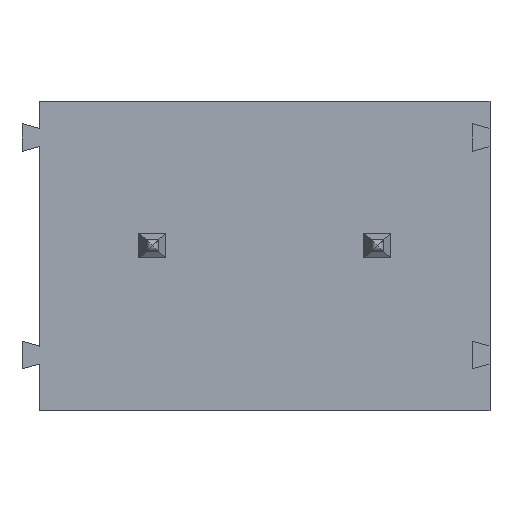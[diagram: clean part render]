
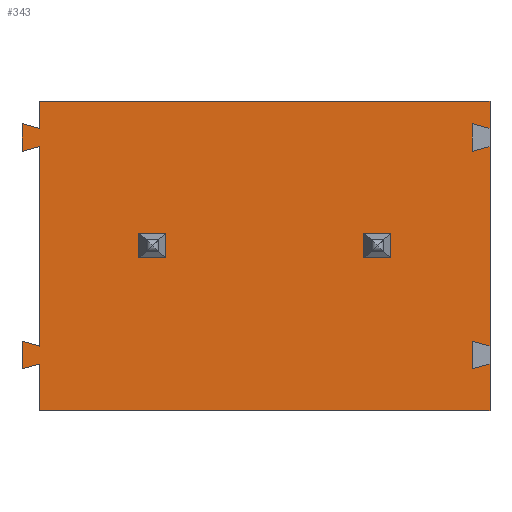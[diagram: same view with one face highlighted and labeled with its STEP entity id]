
A CAD part, front view. The second image highlights one B-rep face of the part: STEP entity #343.
In plain terms, the highlighted planar face has unit normal (0, -1, 0).
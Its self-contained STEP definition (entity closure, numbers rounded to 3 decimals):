
#343=ADVANCED_FACE('',(#693,#694,#695),#696,.T.);
#693=FACE_BOUND('',#1047,.T.);
#694=FACE_BOUND('',#1048,.T.);
#695=FACE_OUTER_BOUND('',#1049,.T.);
#696=PLANE('',#1050);
#1047=EDGE_LOOP('',(#2000,#2001,#2002,#2003));
#1048=EDGE_LOOP('',(#2004,#2005,#2006,#2007));
#1049=EDGE_LOOP('',(#2008,#2009,#2010,#2011,#2012,#2013,#2014,#2015,#2016,#2017,#2018,#2019,#2020,#2021,#2022,#2023,#2024,#2025,#2026,#2027));
#1050=AXIS2_PLACEMENT_3D('',#2028,#2029,#2030);
#2000=ORIENTED_EDGE('',*,*,#2191,.T.);
#2001=ORIENTED_EDGE('',*,*,#2403,.T.);
#2002=ORIENTED_EDGE('',*,*,#2310,.T.);
#2003=ORIENTED_EDGE('',*,*,#2288,.T.);
#2004=ORIENTED_EDGE('',*,*,#2407,.T.);
#2005=ORIENTED_EDGE('',*,*,#2315,.T.);
#2006=ORIENTED_EDGE('',*,*,#2506,.T.);
#2007=ORIENTED_EDGE('',*,*,#2360,.T.);
#2008=ORIENTED_EDGE('',*,*,#2211,.T.);
#2009=ORIENTED_EDGE('',*,*,#2507,.T.);
#2010=ORIENTED_EDGE('',*,*,#2319,.T.);
#2011=ORIENTED_EDGE('',*,*,#2375,.T.);
#2012=ORIENTED_EDGE('',*,*,#2463,.T.);
#2013=ORIENTED_EDGE('',*,*,#2508,.T.);
#2014=ORIENTED_EDGE('',*,*,#2347,.T.);
#2015=ORIENTED_EDGE('',*,*,#2372,.T.);
#2016=ORIENTED_EDGE('',*,*,#2509,.F.);
#2017=ORIENTED_EDGE('',*,*,#2438,.T.);
#2018=ORIENTED_EDGE('',*,*,#2354,.T.);
#2019=ORIENTED_EDGE('',*,*,#2305,.F.);
#2020=ORIENTED_EDGE('',*,*,#2364,.T.);
#2021=ORIENTED_EDGE('',*,*,#2437,.T.);
#2022=ORIENTED_EDGE('',*,*,#2459,.T.);
#2023=ORIENTED_EDGE('',*,*,#2380,.F.);
#2024=ORIENTED_EDGE('',*,*,#2281,.T.);
#2025=ORIENTED_EDGE('',*,*,#2443,.T.);
#2026=ORIENTED_EDGE('',*,*,#2330,.T.);
#2027=ORIENTED_EDGE('',*,*,#2366,.T.);
#2028=CARTESIAN_POINT('',(-7.5,0.0,5.15));
#2029=DIRECTION('',(0.0,-1.0,0.0));
#2030=DIRECTION('',(0.,0.0,-1.0));
#2191=EDGE_CURVE('',#2647,#2650,#2652,.T.);
#2211=EDGE_CURVE('',#2686,#2684,#2687,.T.);
#2281=EDGE_CURVE('',#2795,#2793,#2796,.T.);
#2288=EDGE_CURVE('',#2805,#2647,#2806,.T.);
#2305=EDGE_CURVE('',#2829,#2831,#2832,.T.);
#2310=EDGE_CURVE('',#2837,#2805,#2838,.T.);
#2315=EDGE_CURVE('',#2844,#2842,#2845,.T.);
#2319=EDGE_CURVE('',#2850,#2848,#2851,.T.);
#2330=EDGE_CURVE('',#2866,#2864,#2867,.T.);
#2347=EDGE_CURVE('',#2896,#2894,#2897,.T.);
#2354=EDGE_CURVE('',#2906,#2831,#2907,.T.);
#2360=EDGE_CURVE('',#2914,#2912,#2915,.T.);
#2364=EDGE_CURVE('',#2829,#2918,#2920,.T.);
#2366=EDGE_CURVE('',#2864,#2686,#2922,.T.);
#2372=EDGE_CURVE('',#2894,#2931,#2933,.T.);
#2375=EDGE_CURVE('',#2848,#2936,#2938,.T.);
#2380=EDGE_CURVE('',#2795,#2944,#2945,.T.);
#2403=EDGE_CURVE('',#2650,#2837,#2976,.T.);
#2407=EDGE_CURVE('',#2912,#2844,#2980,.T.);
#2437=EDGE_CURVE('',#2918,#3016,#3018,.T.);
#2438=EDGE_CURVE('',#3019,#2906,#3020,.T.);
#2443=EDGE_CURVE('',#2793,#2866,#3027,.T.);
#2459=EDGE_CURVE('',#3016,#2944,#3045,.T.);
#2463=EDGE_CURVE('',#2936,#3049,#3051,.T.);
#2506=EDGE_CURVE('',#2842,#2914,#3098,.T.);
#2507=EDGE_CURVE('',#2684,#2850,#3099,.T.);
#2508=EDGE_CURVE('',#3049,#2896,#3100,.T.);
#2509=EDGE_CURVE('',#3019,#2931,#3101,.T.);
#2647=VERTEX_POINT('',#3286);
#2650=VERTEX_POINT('',#3291);
#2652=LINE('',#3294,#3295);
#2684=VERTEX_POINT('',#3340);
#2686=VERTEX_POINT('',#3343);
#2687=LINE('',#3344,#3345);
#2793=VERTEX_POINT('',#3496);
#2795=VERTEX_POINT('',#3499);
#2796=LINE('',#3500,#3501);
#2805=VERTEX_POINT('',#3514);
#2806=LINE('',#3515,#3516);
#2829=VERTEX_POINT('',#3548);
#2831=VERTEX_POINT('',#3551);
#2832=LINE('',#3552,#3553);
#2837=VERTEX_POINT('',#3560);
#2838=LINE('',#3561,#3562);
#2842=VERTEX_POINT('',#3568);
#2844=VERTEX_POINT('',#3571);
#2845=LINE('',#3572,#3573);
#2848=VERTEX_POINT('',#3577);
#2850=VERTEX_POINT('',#3580);
#2851=LINE('',#3581,#3582);
#2864=VERTEX_POINT('',#3600);
#2866=VERTEX_POINT('',#3603);
#2867=LINE('',#3604,#3605);
#2894=VERTEX_POINT('',#3643);
#2896=VERTEX_POINT('',#3646);
#2897=LINE('',#3647,#3648);
#2906=VERTEX_POINT('',#3661);
#2907=LINE('',#3662,#3663);
#2912=VERTEX_POINT('',#3669);
#2914=VERTEX_POINT('',#3672);
#2915=LINE('',#3673,#3674);
#2918=VERTEX_POINT('',#3678);
#2920=LINE('',#3681,#3682);
#2922=LINE('',#3684,#3685);
#2931=VERTEX_POINT('',#3697);
#2933=LINE('',#3700,#3701);
#2936=VERTEX_POINT('',#3705);
#2938=LINE('',#3708,#3709);
#2944=VERTEX_POINT('',#3717);
#2945=LINE('',#3718,#3719);
#2976=LINE('',#3765,#3766);
#2980=LINE('',#3771,#3772);
#3016=VERTEX_POINT('',#3821);
#3018=LINE('',#3824,#3825);
#3019=VERTEX_POINT('',#3826);
#3020=LINE('',#3827,#3828);
#3027=LINE('',#3838,#3839);
#3045=LINE('',#3866,#3867);
#3049=VERTEX_POINT('',#3872);
#3051=LINE('',#3875,#3876);
#3098=LINE('',#3939,#3940);
#3099=LINE('',#3941,#3942);
#3100=LINE('',#3943,#3944);
#3101=LINE('',#3945,#3946);
#3286=CARTESIAN_POINT('',(3.3,0.0,5.898));
#3291=CARTESIAN_POINT('',(4.2,0.0,5.898));
#3294=CARTESIAN_POINT('',(-2.5,0.0,5.898));
#3295=VECTOR('',#4036,1.0);
#3340=CARTESIAN_POINT('',(6.9,0.,1.39));
#3343=CARTESIAN_POINT('',(7.5,0.,1.55));
#3344=CARTESIAN_POINT('',(0.796,0.,-0.238));
#3345=VECTOR('',#4057,1.0);
#3496=CARTESIAN_POINT('',(-7.5,0.,1.55));
#3499=CARTESIAN_POINT('',(-8.1,0.,1.39));
#3500=CARTESIAN_POINT('',(-8.1,0.,1.39));
#3501=VECTOR('',#4128,1.0);
#3514=CARTESIAN_POINT('',(3.3,0.0,5.098));
#3515=CARTESIAN_POINT('',(3.3,0.0,2.575));
#3516=VECTOR('',#4133,1.0);
#3548=CARTESIAN_POINT('',(-8.1,0.,8.64));
#3551=CARTESIAN_POINT('',(-8.1,0.,9.56));
#3552=CARTESIAN_POINT('',(-8.1,0.,8.64));
#3553=VECTOR('',#4150,1.0);
#3560=CARTESIAN_POINT('',(4.2,0.0,5.098));
#3561=CARTESIAN_POINT('',(-2.5,0.0,5.098));
#3562=VECTOR('',#4153,1.0);
#3568=CARTESIAN_POINT('',(-3.3,0.0,5.098));
#3571=CARTESIAN_POINT('',(-3.3,0.0,5.898));
#3572=CARTESIAN_POINT('',(-3.3,0.0,2.575));
#3573=VECTOR('',#4157,1.0);
#3577=CARTESIAN_POINT('',(7.5,0.,2.15));
#3580=CARTESIAN_POINT('',(6.9,0.,2.31));
#3581=CARTESIAN_POINT('',(-0.026,0.,4.157));
#3582=VECTOR('',#4160,1.0);
#3600=CARTESIAN_POINT('',(7.5,0.0,0.));
#3603=CARTESIAN_POINT('',(-7.5,0.0,0.));
#3604=CARTESIAN_POINT('',(-7.5,0.0,0.));
#3605=VECTOR('',#4170,1.0);
#3643=CARTESIAN_POINT('',(7.5,0.,9.4));
#3646=CARTESIAN_POINT('',(6.9,0.,9.56));
#3647=CARTESIAN_POINT('',(0.877,0.,11.166));
#3648=VECTOR('',#4186,1.0);
#3661=CARTESIAN_POINT('',(-7.5,0.,9.4));
#3662=CARTESIAN_POINT('',(-7.5,0.,9.4));
#3663=VECTOR('',#4191,1.0);
#3669=CARTESIAN_POINT('',(-4.2,0.0,5.898));
#3672=CARTESIAN_POINT('',(-4.2,0.0,5.098));
#3673=CARTESIAN_POINT('',(-4.2,0.0,2.575));
#3674=VECTOR('',#4197,1.0);
#3678=CARTESIAN_POINT('',(-7.5,0.,8.8));
#3681=CARTESIAN_POINT('',(-8.1,0.,8.64));
#3682=VECTOR('',#4200,1.0);
#3684=CARTESIAN_POINT('',(7.5,0.0,10.3));
#3685=VECTOR('',#4201,1.0);
#3697=CARTESIAN_POINT('',(7.5,0.0,10.3));
#3700=CARTESIAN_POINT('',(7.5,0.0,10.3));
#3701=VECTOR('',#4209,1.0);
#3705=CARTESIAN_POINT('',(7.5,0.,8.8));
#3708=CARTESIAN_POINT('',(7.5,0.0,10.3));
#3709=VECTOR('',#4212,1.0);
#3717=CARTESIAN_POINT('',(-8.1,0.,2.31));
#3718=CARTESIAN_POINT('',(-8.1,0.,1.39));
#3719=VECTOR('',#4215,1.0);
#3765=CARTESIAN_POINT('',(4.2,0.0,2.575));
#3766=VECTOR('',#4237,1.0);
#3771=CARTESIAN_POINT('',(-6.25,0.0,5.898));
#3772=VECTOR('',#4239,1.0);
#3821=CARTESIAN_POINT('',(-7.5,0.,2.15));
#3824=CARTESIAN_POINT('',(-7.5,0.0,10.3));
#3825=VECTOR('',#4272,1.0);
#3826=CARTESIAN_POINT('',(-7.5,0.0,10.3));
#3827=CARTESIAN_POINT('',(-7.5,0.0,10.3));
#3828=VECTOR('',#4273,1.0);
#3838=CARTESIAN_POINT('',(-7.5,0.0,10.3));
#3839=VECTOR('',#4280,1.0);
#3866=CARTESIAN_POINT('',(-7.5,0.,2.15));
#3867=VECTOR('',#4290,1.0);
#3872=CARTESIAN_POINT('',(6.9,0.,8.64));
#3875=CARTESIAN_POINT('',(-0.106,0.,6.772));
#3876=VECTOR('',#4293,1.0);
#3939=CARTESIAN_POINT('',(-6.25,0.0,5.098));
#3940=VECTOR('',#4319,1.0);
#3941=CARTESIAN_POINT('',(6.9,0.,3.5));
#3942=VECTOR('',#4320,1.0);
#3943=CARTESIAN_POINT('',(6.9,0.,7.125));
#3944=VECTOR('',#4321,1.0);
#3945=CARTESIAN_POINT('',(-7.5,0.0,10.3));
#3946=VECTOR('',#4322,1.0);
#4036=DIRECTION('',(1.0,0.0,0.));
#4057=DIRECTION('',(-0.966,-0.0,-0.258));
#4128=DIRECTION('',(0.966,0.,0.258));
#4133=DIRECTION('',(0.0,0.0,1.0));
#4150=DIRECTION('',(0.,0.,1.0));
#4153=DIRECTION('',(-1.0,-0.0,0.));
#4157=DIRECTION('',(0.0,0.0,-1.0));
#4160=DIRECTION('',(0.966,0.0,-0.258));
#4170=DIRECTION('',(1.0,0.0,0.));
#4186=DIRECTION('',(0.966,0.0,-0.258));
#4191=DIRECTION('',(-0.966,0.,0.258));
#4197=DIRECTION('',(0.0,0.0,1.0));
#4200=DIRECTION('',(0.966,0.,0.258));
#4201=DIRECTION('',(0.,-0.0,1.0));
#4209=DIRECTION('',(0.,-0.0,1.0));
#4212=DIRECTION('',(0.,-0.0,1.0));
#4215=DIRECTION('',(0.,0.,1.));
#4237=DIRECTION('',(0.0,0.0,-1.0));
#4239=DIRECTION('',(1.0,0.0,0.));
#4272=DIRECTION('',(0.,0.0,-1.0));
#4273=DIRECTION('',(0.,0.0,-1.0));
#4280=DIRECTION('',(0.,0.0,-1.0));
#4290=DIRECTION('',(-0.966,0.,0.258));
#4293=DIRECTION('',(-0.966,-0.0,-0.258));
#4319=DIRECTION('',(-1.0,-0.0,0.));
#4320=DIRECTION('',(0.,0.0,1.));
#4321=DIRECTION('',(0.,0.0,1.0));
#4322=DIRECTION('',(1.0,0.0,0.));
